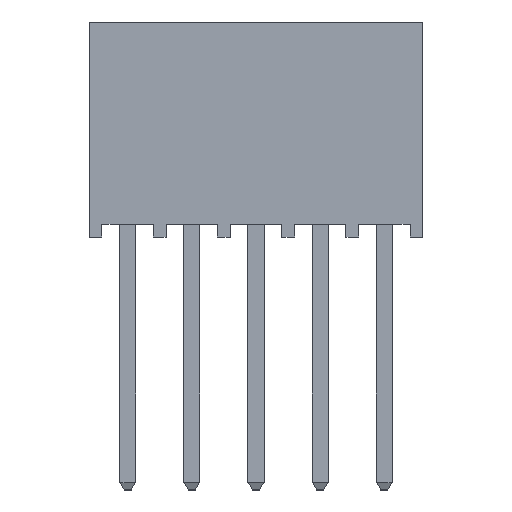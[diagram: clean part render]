
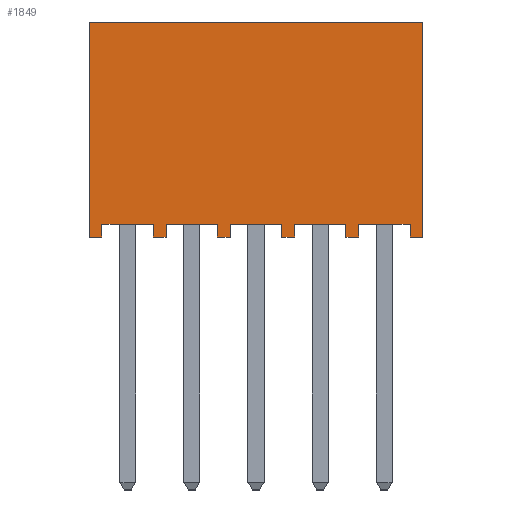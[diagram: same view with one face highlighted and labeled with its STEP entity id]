
A CAD part, top view. The second image highlights one B-rep face of the part: STEP entity #1849.
In plain terms, the highlighted planar face has unit normal (0, 0, 1).
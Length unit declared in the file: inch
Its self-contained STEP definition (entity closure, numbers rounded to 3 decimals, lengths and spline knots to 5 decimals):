
#55=ORIENTED_EDGE('',*,*,#583,.F.);
#56=ORIENTED_EDGE('',*,*,#584,.T.);
#57=ORIENTED_EDGE('',*,*,#585,.F.);
#58=ORIENTED_EDGE('',*,*,#586,.F.);
#59=ORIENTED_EDGE('',*,*,#587,.T.);
#60=ORIENTED_EDGE('',*,*,#588,.T.);
#61=ORIENTED_EDGE('',*,*,#589,.F.);
#62=ORIENTED_EDGE('',*,*,#590,.F.);
#63=ORIENTED_EDGE('',*,*,#591,.F.);
#64=ORIENTED_EDGE('',*,*,#592,.T.);
#65=ORIENTED_EDGE('',*,*,#593,.F.);
#66=ORIENTED_EDGE('',*,*,#594,.F.);
#67=ORIENTED_EDGE('',*,*,#595,.F.);
#68=ORIENTED_EDGE('',*,*,#596,.T.);
#69=ORIENTED_EDGE('',*,*,#597,.F.);
#70=ORIENTED_EDGE('',*,*,#598,.F.);
#71=ORIENTED_EDGE('',*,*,#599,.F.);
#72=ORIENTED_EDGE('',*,*,#600,.T.);
#73=ORIENTED_EDGE('',*,*,#601,.F.);
#74=ORIENTED_EDGE('',*,*,#602,.F.);
#75=ORIENTED_EDGE('',*,*,#603,.F.);
#76=ORIENTED_EDGE('',*,*,#604,.T.);
#77=ORIENTED_EDGE('',*,*,#605,.F.);
#78=ORIENTED_EDGE('',*,*,#606,.F.);
#583=EDGE_CURVE('',#847,#848,#1023,.T.);
#584=EDGE_CURVE('',#847,#849,#1024,.T.);
#585=EDGE_CURVE('',#850,#849,#1025,.T.);
#586=EDGE_CURVE('',#851,#850,#1026,.T.);
#587=EDGE_CURVE('',#851,#852,#1027,.T.);
#588=EDGE_CURVE('',#852,#853,#1028,.T.);
#589=EDGE_CURVE('',#854,#853,#1029,.T.);
#590=EDGE_CURVE('',#855,#854,#1030,.T.);
#591=EDGE_CURVE('',#856,#855,#1031,.T.);
#592=EDGE_CURVE('',#856,#857,#1032,.T.);
#593=EDGE_CURVE('',#858,#857,#1033,.T.);
#594=EDGE_CURVE('',#859,#858,#1034,.T.);
#595=EDGE_CURVE('',#860,#859,#1035,.T.);
#596=EDGE_CURVE('',#860,#861,#1036,.T.);
#597=EDGE_CURVE('',#862,#861,#1037,.T.);
#598=EDGE_CURVE('',#863,#862,#1038,.T.);
#599=EDGE_CURVE('',#864,#863,#1039,.T.);
#600=EDGE_CURVE('',#864,#865,#1040,.T.);
#601=EDGE_CURVE('',#866,#865,#1041,.T.);
#602=EDGE_CURVE('',#867,#866,#1042,.T.);
#603=EDGE_CURVE('',#868,#867,#1043,.T.);
#604=EDGE_CURVE('',#868,#869,#1044,.T.);
#605=EDGE_CURVE('',#870,#869,#1045,.T.);
#606=EDGE_CURVE('',#848,#870,#1046,.T.);
#847=VERTEX_POINT('',#2586);
#848=VERTEX_POINT('',#2587);
#849=VERTEX_POINT('',#2589);
#850=VERTEX_POINT('',#2591);
#851=VERTEX_POINT('',#2593);
#852=VERTEX_POINT('',#2595);
#853=VERTEX_POINT('',#2597);
#854=VERTEX_POINT('',#2599);
#855=VERTEX_POINT('',#2601);
#856=VERTEX_POINT('',#2603);
#857=VERTEX_POINT('',#2605);
#858=VERTEX_POINT('',#2607);
#859=VERTEX_POINT('',#2609);
#860=VERTEX_POINT('',#2611);
#861=VERTEX_POINT('',#2613);
#862=VERTEX_POINT('',#2615);
#863=VERTEX_POINT('',#2617);
#864=VERTEX_POINT('',#2619);
#865=VERTEX_POINT('',#2621);
#866=VERTEX_POINT('',#2623);
#867=VERTEX_POINT('',#2625);
#868=VERTEX_POINT('',#2627);
#869=VERTEX_POINT('',#2629);
#870=VERTEX_POINT('',#2631);
#1023=LINE('',#2585,#1287);
#1024=LINE('',#2588,#1288);
#1025=LINE('',#2590,#1289);
#1026=LINE('',#2592,#1290);
#1027=LINE('',#2594,#1291);
#1028=LINE('',#2596,#1292);
#1029=LINE('',#2598,#1293);
#1030=LINE('',#2600,#1294);
#1031=LINE('',#2602,#1295);
#1032=LINE('',#2604,#1296);
#1033=LINE('',#2606,#1297);
#1034=LINE('',#2608,#1298);
#1035=LINE('',#2610,#1299);
#1036=LINE('',#2612,#1300);
#1037=LINE('',#2614,#1301);
#1038=LINE('',#2616,#1302);
#1039=LINE('',#2618,#1303);
#1040=LINE('',#2620,#1304);
#1041=LINE('',#2622,#1305);
#1042=LINE('',#2624,#1306);
#1043=LINE('',#2626,#1307);
#1044=LINE('',#2628,#1308);
#1045=LINE('',#2630,#1309);
#1046=LINE('',#2632,#1310);
#1287=VECTOR('',#2100,39.37008);
#1288=VECTOR('',#2101,39.37008);
#1289=VECTOR('',#2102,39.37008);
#1290=VECTOR('',#2103,39.37008);
#1291=VECTOR('',#2104,39.37008);
#1292=VECTOR('',#2105,39.37008);
#1293=VECTOR('',#2106,39.37008);
#1294=VECTOR('',#2107,39.37008);
#1295=VECTOR('',#2108,39.37008);
#1296=VECTOR('',#2109,39.37008);
#1297=VECTOR('',#2110,39.37008);
#1298=VECTOR('',#2111,39.37008);
#1299=VECTOR('',#2112,39.37008);
#1300=VECTOR('',#2113,39.37008);
#1301=VECTOR('',#2114,39.37008);
#1302=VECTOR('',#2115,39.37008);
#1303=VECTOR('',#2116,39.37008);
#1304=VECTOR('',#2117,39.37008);
#1305=VECTOR('',#2118,39.37008);
#1306=VECTOR('',#2119,39.37008);
#1307=VECTOR('',#2120,39.37008);
#1308=VECTOR('',#2121,39.37008);
#1309=VECTOR('',#2122,39.37008);
#1310=VECTOR('',#2123,39.37008);
#1528=EDGE_LOOP('',(#55,#56,#57,#58,#59,#60,#61,#62,#63,#64,#65,#66,#67,
#68,#69,#70,#71,#72,#73,#74,#75,#76,#77,#78));
#1640=FACE_BOUND('',#1528,.T.);
#1752=PLANE('',#1972);
#1849=ADVANCED_FACE('',(#1640),#1752,.F.);
#1972=AXIS2_PLACEMENT_3D('',#2584,#2098,#2099);
#2098=DIRECTION('',(0.,0.,-1.));
#2099=DIRECTION('',(-1.,0.,0.));
#2100=DIRECTION('',(0.,1.,0.));
#2101=DIRECTION('',(1.,0.,0.));
#2102=DIRECTION('',(0.,-1.,0.));
#2103=DIRECTION('',(1.,0.,0.));
#2104=DIRECTION('',(0.,-1.,0.));
#2105=DIRECTION('',(1.,0.,0.));
#2106=DIRECTION('',(0.,-1.,0.));
#2107=DIRECTION('',(-1.,0.,0.));
#2108=DIRECTION('',(0.,1.,0.));
#2109=DIRECTION('',(1.,0.,0.));
#2110=DIRECTION('',(0.,-1.,0.));
#2111=DIRECTION('',(-1.,0.,0.));
#2112=DIRECTION('',(0.,1.,0.));
#2113=DIRECTION('',(1.,0.,0.));
#2114=DIRECTION('',(0.,-1.,0.));
#2115=DIRECTION('',(-1.,0.,0.));
#2116=DIRECTION('',(0.,1.,0.));
#2117=DIRECTION('',(1.,0.,0.));
#2118=DIRECTION('',(0.,-1.,0.));
#2119=DIRECTION('',(-1.,0.,0.));
#2120=DIRECTION('',(0.,1.,0.));
#2121=DIRECTION('',(1.,0.,0.));
#2122=DIRECTION('',(0.,-1.,0.));
#2123=DIRECTION('',(-1.,0.,0.));
#2584=CARTESIAN_POINT('',(-0.26,0.335,0.0475));
#2585=CARTESIAN_POINT('',(0.24,0.335,0.0475));
#2586=CARTESIAN_POINT('',(0.24,0.,0.0475));
#2587=CARTESIAN_POINT('',(0.24,0.02,0.0475));
#2588=CARTESIAN_POINT('',(-0.26,0.,0.0475));
#2589=CARTESIAN_POINT('',(0.26,0.,0.0475));
#2590=CARTESIAN_POINT('',(0.26,0.335,0.0475));
#2591=CARTESIAN_POINT('',(0.26,0.335,0.0475));
#2592=CARTESIAN_POINT('',(-0.26,0.335,0.0475));
#2593=CARTESIAN_POINT('',(-0.26,0.335,0.0475));
#2594=CARTESIAN_POINT('',(-0.26,0.335,0.0475));
#2595=CARTESIAN_POINT('',(-0.26,0.,0.0475));
#2596=CARTESIAN_POINT('',(-0.26,0.,0.0475));
#2597=CARTESIAN_POINT('',(-0.24,0.,0.0475));
#2598=CARTESIAN_POINT('',(-0.24,0.335,0.0475));
#2599=CARTESIAN_POINT('',(-0.24,0.02,0.0475));
#2600=CARTESIAN_POINT('',(-0.26,0.02,0.0475));
#2601=CARTESIAN_POINT('',(-0.16,0.02,0.0475));
#2602=CARTESIAN_POINT('',(-0.16,0.335,0.0475));
#2603=CARTESIAN_POINT('',(-0.16,0.,0.0475));
#2604=CARTESIAN_POINT('',(-0.26,0.,0.0475));
#2605=CARTESIAN_POINT('',(-0.14,0.,0.0475));
#2606=CARTESIAN_POINT('',(-0.14,0.335,0.0475));
#2607=CARTESIAN_POINT('',(-0.14,0.02,0.0475));
#2608=CARTESIAN_POINT('',(-0.26,0.02,0.0475));
#2609=CARTESIAN_POINT('',(-0.06,0.02,0.0475));
#2610=CARTESIAN_POINT('',(-0.06,0.335,0.0475));
#2611=CARTESIAN_POINT('',(-0.06,0.,0.0475));
#2612=CARTESIAN_POINT('',(-0.26,0.,0.0475));
#2613=CARTESIAN_POINT('',(-0.04,0.,0.0475));
#2614=CARTESIAN_POINT('',(-0.04,0.335,0.0475));
#2615=CARTESIAN_POINT('',(-0.04,0.02,0.0475));
#2616=CARTESIAN_POINT('',(-0.26,0.02,0.0475));
#2617=CARTESIAN_POINT('',(0.04,0.02,0.0475));
#2618=CARTESIAN_POINT('',(0.04,0.335,0.0475));
#2619=CARTESIAN_POINT('',(0.04,0.,0.0475));
#2620=CARTESIAN_POINT('',(-0.26,0.,0.0475));
#2621=CARTESIAN_POINT('',(0.06,0.,0.0475));
#2622=CARTESIAN_POINT('',(0.06,0.335,0.0475));
#2623=CARTESIAN_POINT('',(0.06,0.02,0.0475));
#2624=CARTESIAN_POINT('',(-0.26,0.02,0.0475));
#2625=CARTESIAN_POINT('',(0.14,0.02,0.0475));
#2626=CARTESIAN_POINT('',(0.14,0.335,0.0475));
#2627=CARTESIAN_POINT('',(0.14,0.,0.0475));
#2628=CARTESIAN_POINT('',(-0.26,0.,0.0475));
#2629=CARTESIAN_POINT('',(0.16,0.,0.0475));
#2630=CARTESIAN_POINT('',(0.16,0.335,0.0475));
#2631=CARTESIAN_POINT('',(0.16,0.02,0.0475));
#2632=CARTESIAN_POINT('',(-0.26,0.02,0.0475));
